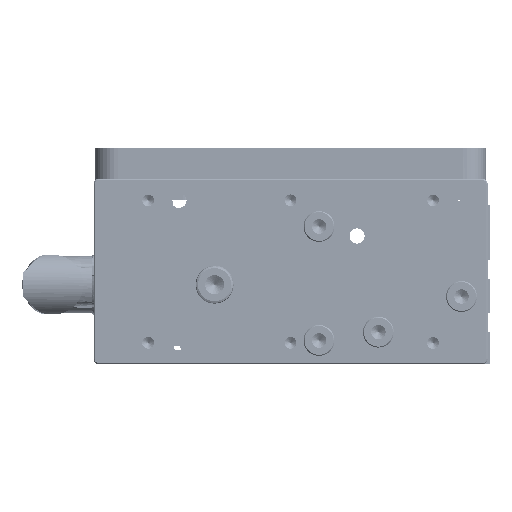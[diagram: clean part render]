
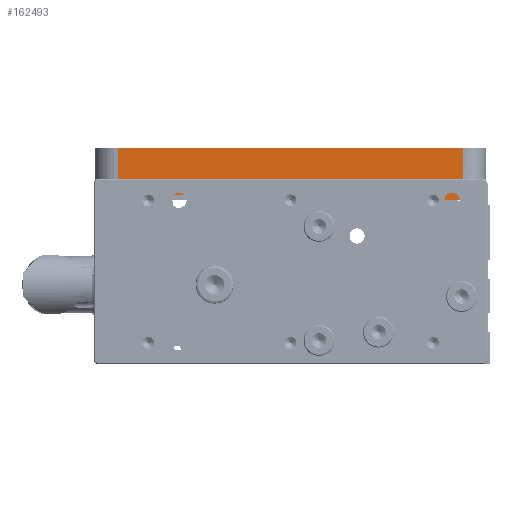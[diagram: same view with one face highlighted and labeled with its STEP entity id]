
A CAD part, left-side view. The second image highlights one B-rep face of the part: STEP entity #162493.
In plain terms, the highlighted planar face has unit normal (-1, 0, 0).
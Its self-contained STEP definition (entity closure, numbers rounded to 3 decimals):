
#2398 = VERTEX_POINT ( 'NONE', #24940 ) ;
#2431 = ORIENTED_EDGE ( 'NONE', *, *, #102182, .F. ) ;
#2760 = ORIENTED_EDGE ( 'NONE', *, *, #151640, .T. ) ;
#3839 = LINE ( 'NONE', #194251, #137877 ) ;
#4725 = LINE ( 'NONE', #149694, #70594 ) ;
#4816 = ORIENTED_EDGE ( 'NONE', *, *, #104575, .F. ) ;
#5608 = DIRECTION ( 'NONE',  ( 1., 0., 0. ) ) ;
#6644 = FACE_OUTER_BOUND ( 'NONE', #195528, .T. ) ;
#9913 = CARTESIAN_POINT ( 'NONE',  ( -100., -33.75, 0. ) ) ;
#13103 = VERTEX_POINT ( 'NONE', #78427 ) ;
#13789 = DIRECTION ( 'NONE',  ( 0., 0., 1. ) ) ;
#15835 = CARTESIAN_POINT ( 'NONE',  ( -100., -23.5, 2.5 ) ) ;
#17387 = DIRECTION ( 'NONE',  ( 0., 0., 1. ) ) ;
#19755 = CARTESIAN_POINT ( 'NONE',  ( -100., -60., 22. ) ) ;
#20952 = EDGE_CURVE ( 'NONE', #13103, #2398, #201855, .T. ) ;
#24935 = EDGE_CURVE ( 'NONE', #2398, #153148, #4725, .T. ) ;
#24940 = CARTESIAN_POINT ( 'NONE',  ( -100., -7., 0. ) ) ;
#25234 = CARTESIAN_POINT ( 'NONE',  ( -100., 85., 22. ) ) ;
#27438 = CARTESIAN_POINT ( 'NONE',  ( -100., 85., 22. ) ) ;
#29994 = VECTOR ( 'NONE', #13789, 1000. ) ;
#32123 = VECTOR ( 'NONE', #132944, 1000. ) ;
#32703 = EDGE_CURVE ( 'NONE', #103886, #178465, #140518, .T. ) ;
#37661 = CARTESIAN_POINT ( 'NONE',  ( -100., -41.75, 0. ) ) ;
#39720 = CARTESIAN_POINT ( 'NONE',  ( -100., -5., 0. ) ) ;
#45132 = CARTESIAN_POINT ( 'NONE',  ( -100., -59., -4. ) ) ;
#45790 = DIRECTION ( 'NONE',  ( 0., 0., -1. ) ) ;
#45812 = VERTEX_POINT ( 'NONE', #19755 ) ;
#49033 = CARTESIAN_POINT ( 'NONE',  ( -100., -23.5, 2.5 ) ) ;
#50343 = ORIENTED_EDGE ( 'NONE', *, *, #24935, .T. ) ;
#52078 = ORIENTED_EDGE ( 'NONE', *, *, #54790, .T. ) ;
#54378 = CARTESIAN_POINT ( 'NONE',  ( -100., -60., 22. ) ) ;
#54790 = EDGE_CURVE ( 'NONE', #173958, #45812, #117430, .T. ) ;
#56348 = VERTEX_POINT ( 'NONE', #45132 ) ;
#57356 = DIRECTION ( 'NONE',  ( 0., -1., 0. ) ) ;
#58236 = VERTEX_POINT ( 'NONE', #108680 ) ;
#61389 = CARTESIAN_POINT ( 'NONE',  ( -100., -19.5, 2.5 ) ) ;
#67050 = ORIENTED_EDGE ( 'NONE', *, *, #131013, .T. ) ;
#67283 = ORIENTED_EDGE ( 'NONE', *, *, #153572, .T. ) ;
#67623 = VECTOR ( 'NONE', #57356, 1000. ) ;
#68870 = DIRECTION ( 'NONE',  ( 0., 1., 0. ) ) ;
#70594 = VECTOR ( 'NONE', #181668, 1000. ) ;
#73340 = LINE ( 'NONE', #149956, #202833 ) ;
#74908 = DIRECTION ( 'NONE',  ( 1., 0., 0. ) ) ;
#78427 = CARTESIAN_POINT ( 'NONE',  ( -100., -5., 2. ) ) ;
#78712 = VECTOR ( 'NONE', #195065, 1000. ) ;
#79028 = LINE ( 'NONE', #15835, #29994 ) ;
#79041 = VECTOR ( 'NONE', #92943, 1000. ) ;
#83269 = DIRECTION ( 'NONE',  ( 0., 1., 0. ) ) ;
#92943 = DIRECTION ( 'NONE',  ( 0., -1., 0. ) ) ;
#102182 = EDGE_CURVE ( 'NONE', #58236, #153148, #140017, .T. ) ;
#103729 = DIRECTION ( 'NONE',  ( 0., -1., 0. ) ) ;
#103886 = VERTEX_POINT ( 'NONE', #129722 ) ;
#103953 = PLANE ( 'NONE',  #129960 ) ;
#104575 = EDGE_CURVE ( 'NONE', #118648, #58236, #199294, .T. ) ;
#104865 = DIRECTION ( 'NONE',  ( 0., 1., 0. ) ) ;
#105441 = VERTEX_POINT ( 'NONE', #9913 ) ;
#106195 = ORIENTED_EDGE ( 'NONE', *, *, #32703, .T. ) ;
#106219 = DIRECTION ( 'NONE',  ( 0., 1., 0. ) ) ;
#107047 = LINE ( 'NONE', #141189, #158296 ) ;
#108680 = CARTESIAN_POINT ( 'NONE',  ( -100., -19.5, 2.5 ) ) ;
#112705 = AXIS2_PLACEMENT_3D ( 'NONE', #39720, #74908, #104865 ) ;
#112861 = VECTOR ( 'NONE', #45790, 1000. ) ;
#116039 = EDGE_CURVE ( 'NONE', #160834, #118648, #79028, .T. ) ;
#117430 = LINE ( 'NONE', #54378, #78712 ) ;
#118648 = VERTEX_POINT ( 'NONE', #49033 ) ;
#119988 = ORIENTED_EDGE ( 'NONE', *, *, #189136, .F. ) ;
#120644 = AXIS2_PLACEMENT_3D ( 'NONE', #37661, #132848, #83269 ) ;
#123490 = ORIENTED_EDGE ( 'NONE', *, *, #116039, .F. ) ;
#128380 = CARTESIAN_POINT ( 'NONE',  ( -100., -19.5, 0. ) ) ;
#129722 = CARTESIAN_POINT ( 'NONE',  ( -100., -49.75, 0. ) ) ;
#129960 = AXIS2_PLACEMENT_3D ( 'NONE', #136034, #5608, #68870 ) ;
#130415 = VERTEX_POINT ( 'NONE', #27438 ) ;
#131013 = EDGE_CURVE ( 'NONE', #143682, #13103, #73340, .T. ) ;
#132848 = DIRECTION ( 'NONE',  ( 1., 0., 0. ) ) ;
#132944 = DIRECTION ( 'NONE',  ( 0., 0., -1. ) ) ;
#133787 = CARTESIAN_POINT ( 'NONE',  ( -100., 95., 22. ) ) ;
#135102 = CARTESIAN_POINT ( 'NONE',  ( -100., 85., 2. ) ) ;
#136034 = CARTESIAN_POINT ( 'NONE',  ( -100., 95., 22. ) ) ;
#136454 = ORIENTED_EDGE ( 'NONE', *, *, #194261, .T. ) ;
#137877 = VECTOR ( 'NONE', #17387, 1000. ) ;
#140017 = LINE ( 'NONE', #61389, #112861 ) ;
#140518 = LINE ( 'NONE', #174602, #79041 ) ;
#141189 = CARTESIAN_POINT ( 'NONE',  ( -100., -59., -4. ) ) ;
#143682 = VERTEX_POINT ( 'NONE', #135102 ) ;
#147529 = CARTESIAN_POINT ( 'NONE',  ( -100., -59., 0. ) ) ;
#147533 = CARTESIAN_POINT ( 'NONE',  ( -100., -60., -4. ) ) ;
#149694 = CARTESIAN_POINT ( 'NONE',  ( -100., 95., 0. ) ) ;
#149956 = CARTESIAN_POINT ( 'NONE',  ( -100., -7., 2. ) ) ;
#150365 = LINE ( 'NONE', #133787, #173769 ) ;
#150474 = CIRCLE ( 'NONE', #120644, 8. ) ;
#151640 = EDGE_CURVE ( 'NONE', #130415, #143682, #167027, .T. ) ;
#153148 = VERTEX_POINT ( 'NONE', #128380 ) ;
#153572 = EDGE_CURVE ( 'NONE', #56348, #173958, #107047, .T. ) ;
#153608 = CARTESIAN_POINT ( 'NONE',  ( -100., 95., 0. ) ) ;
#158296 = VECTOR ( 'NONE', #173232, 1000. ) ;
#160834 = VERTEX_POINT ( 'NONE', #165829 ) ;
#162493 = ADVANCED_FACE ( 'NONE', ( #6644 ), #103953, .F. ) ;
#165081 = EDGE_CURVE ( 'NONE', #160834, #105441, #167016, .T. ) ;
#165829 = CARTESIAN_POINT ( 'NONE',  ( -100., -23.5, 0. ) ) ;
#167016 = LINE ( 'NONE', #153608, #67623 ) ;
#167027 = LINE ( 'NONE', #25234, #32123 ) ;
#168274 = CARTESIAN_POINT ( 'NONE',  ( -100., -19.5, 2.5 ) ) ;
#169437 = ORIENTED_EDGE ( 'NONE', *, *, #20952, .T. ) ;
#169673 = ORIENTED_EDGE ( 'NONE', *, *, #165081, .T. ) ;
#173232 = DIRECTION ( 'NONE',  ( 0., -1., 0. ) ) ;
#173769 = VECTOR ( 'NONE', #103729, 1000. ) ;
#173958 = VERTEX_POINT ( 'NONE', #147533 ) ;
#174602 = CARTESIAN_POINT ( 'NONE',  ( -100., 95., 0. ) ) ;
#178465 = VERTEX_POINT ( 'NONE', #147529 ) ;
#181668 = DIRECTION ( 'NONE',  ( 0., -1., 0. ) ) ;
#181894 = EDGE_CURVE ( 'NONE', #56348, #178465, #3839, .T. ) ;
#185836 = VECTOR ( 'NONE', #106219, 1000. ) ;
#189136 = EDGE_CURVE ( 'NONE', #130415, #45812, #150365, .T. ) ;
#194251 = CARTESIAN_POINT ( 'NONE',  ( -100., -59., -4. ) ) ;
#194261 = EDGE_CURVE ( 'NONE', #105441, #103886, #150474, .T. ) ;
#195065 = DIRECTION ( 'NONE',  ( 0., 0., 1. ) ) ;
#195528 = EDGE_LOOP ( 'NONE', ( #136454, #106195, #202619, #67283, #52078, #119988, #2760, #67050, #169437, #50343, #2431, #4816, #123490, #169673 ) ) ;
#196436 = DIRECTION ( 'NONE',  ( 0., -1., 0. ) ) ;
#199294 = LINE ( 'NONE', #168274, #185836 ) ;
#201855 = CIRCLE ( 'NONE', #112705, 2. ) ;
#202619 = ORIENTED_EDGE ( 'NONE', *, *, #181894, .F. ) ;
#202833 = VECTOR ( 'NONE', #196436, 1000. ) ;
